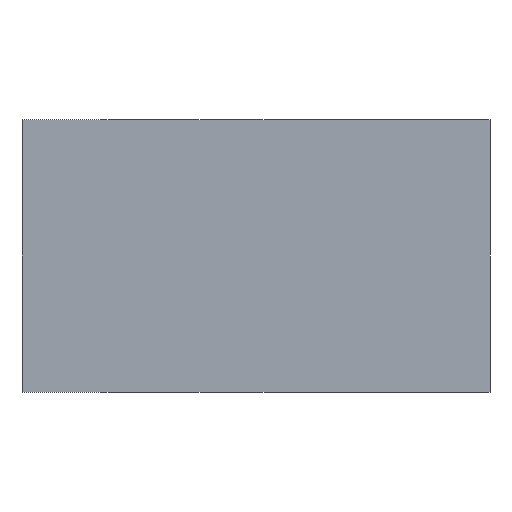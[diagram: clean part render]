
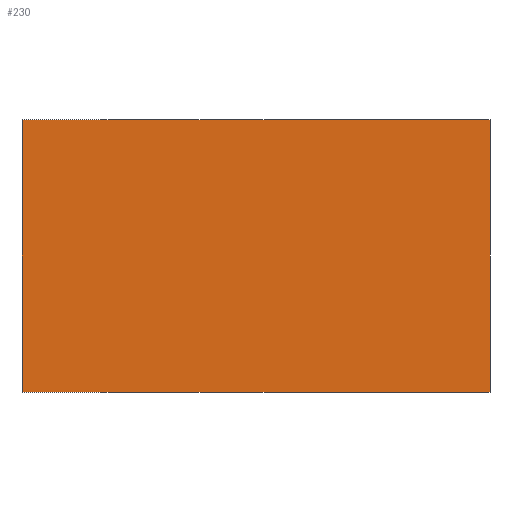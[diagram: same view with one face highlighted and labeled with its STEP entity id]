
A CAD part, left-side view. The second image highlights one B-rep face of the part: STEP entity #230.
In plain terms, the highlighted planar face has unit normal (-1, 0, 0).
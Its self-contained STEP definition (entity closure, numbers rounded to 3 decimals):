
#29=FACE_OUTER_BOUND('',#41,.T.);
#41=EDGE_LOOP('',(#204,#205,#206,#207));
#42=LINE('',#321,#70);
#53=LINE('',#344,#81);
#59=LINE('',#357,#87);
#66=LINE('',#372,#94);
#70=VECTOR('',#263,10.);
#81=VECTOR('',#278,10.);
#87=VECTOR('',#290,10.);
#94=VECTOR('',#305,10.);
#98=VERTEX_POINT('',#319);
#99=VERTEX_POINT('',#320);
#109=VERTEX_POINT('',#342);
#113=VERTEX_POINT('',#356);
#118=EDGE_CURVE('',#98,#99,#42,.T.);
#130=EDGE_CURVE('',#109,#99,#53,.T.);
#136=EDGE_CURVE('',#113,#98,#59,.T.);
#144=EDGE_CURVE('',#113,#109,#66,.T.);
#204=ORIENTED_EDGE('',*,*,#118,.T.);
#205=ORIENTED_EDGE('',*,*,#130,.F.);
#206=ORIENTED_EDGE('',*,*,#144,.F.);
#207=ORIENTED_EDGE('',*,*,#136,.T.);
#218=PLANE('',#258);
#230=ADVANCED_FACE('',(#29),#218,.T.);
#258=AXIS2_PLACEMENT_3D('',#379,#315,#316);
#263=DIRECTION('',(0.,0.,-1.));
#278=DIRECTION('',(0.,1.,0.));
#290=DIRECTION('',(0.,1.,0.));
#305=DIRECTION('',(0.,0.,-1.));
#315=DIRECTION('center_axis',(-1.,0.,0.));
#316=DIRECTION('ref_axis',(0.,-1.,0.));
#319=CARTESIAN_POINT('',(-7.5,10.,8.));
#320=CARTESIAN_POINT('',(-7.5,10.,-8.));
#321=CARTESIAN_POINT('',(-7.5,10.,0.));
#342=CARTESIAN_POINT('',(-7.5,-17.5,-8.));
#344=CARTESIAN_POINT('',(-7.5,-17.5,-8.));
#356=CARTESIAN_POINT('',(-7.5,-17.5,8.));
#357=CARTESIAN_POINT('',(-7.5,7.5,8.));
#372=CARTESIAN_POINT('',(-7.5,-17.5,8.));
#379=CARTESIAN_POINT('Origin',(-7.5,7.5,0.));
